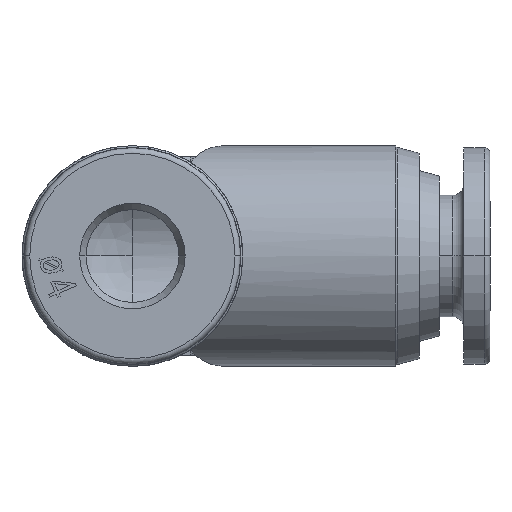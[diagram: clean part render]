
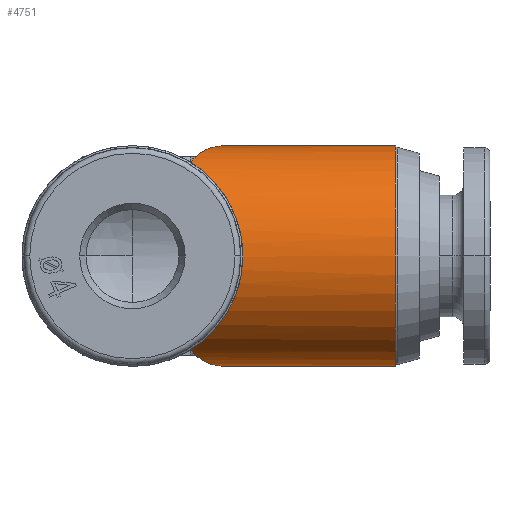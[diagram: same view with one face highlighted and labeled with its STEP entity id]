
A CAD part, front view. The second image highlights one B-rep face of the part: STEP entity #4751.
In plain terms, the highlighted cylindrical face has radius 5 mm (diameter 10 mm), a partial arc.
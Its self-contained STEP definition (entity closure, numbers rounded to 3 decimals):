
#324 = VECTOR ( 'NONE', #8355, 1000. ) ;
#444 = CARTESIAN_POINT ( 'NONE',  ( 2.739, -2.38, 4.397 ) ) ;
#486 = CARTESIAN_POINT ( 'NONE',  ( 2.827, -2.228, 4.479 ) ) ;
#495 = CARTESIAN_POINT ( 'NONE',  ( 3.55, -0.975, -4.904 ) ) ;
#847 = AXIS2_PLACEMENT_3D ( 'NONE', #7586, #2580, #8439 ) ;
#872 = CARTESIAN_POINT ( 'NONE',  ( 2.662, -2.662, 4.232 ) ) ;
#878 = ORIENTED_EDGE ( 'NONE', *, *, #7013, .T. ) ;
#999 = ORIENTED_EDGE ( 'NONE', *, *, #8556, .F. ) ;
#1060 =( BOUNDED_CURVE ( )  B_SPLINE_CURVE ( 3, ( #7233, #1332, #8057, #3061 ),
 .UNSPECIFIED., .F., .T. ) 
 B_SPLINE_CURVE_WITH_KNOTS ( ( 4, 4 ),
 ( 5.791, 5.856 ),
 .UNSPECIFIED. ) 
 CURVE ( )  GEOMETRIC_REPRESENTATION_ITEM ( )  RATIONAL_B_SPLINE_CURVE ( ( 1., 1., 1., 1. ) ) 
 REPRESENTATION_ITEM ( '' )  );
#1086 = VERTEX_POINT ( 'NONE', #7189 ) ;
#1332 = CARTESIAN_POINT ( 'NONE',  ( 2.712, -2.476, -4.345 ) ) ;
#1375 = CARTESIAN_POINT ( 'NONE',  ( 3.365, -1.296, -4.84 ) ) ;
#1723 = EDGE_CURVE ( 'NONE', #5425, #1086, #8832, .T. ) ;
#1727 = CARTESIAN_POINT ( 'NONE',  ( 2.739, -2.38, 4.397 ) ) ;
#1966 = AXIS2_PLACEMENT_3D ( 'NONE', #7992, #8289, #7987 ) ;
#2087 = VERTEX_POINT ( 'NONE', #9981 ) ;
#2102 = ORIENTED_EDGE ( 'NONE', *, *, #10457, .F. ) ;
#2177 = CYLINDRICAL_SURFACE ( 'NONE', #1966, 5. ) ;
#2235 = CARTESIAN_POINT ( 'NONE',  ( 3.183, -1.611, 4.745 ) ) ;
#2245 = CARTESIAN_POINT ( 'NONE',  ( 3.183, -1.611, -4.745 ) ) ;
#2502 = CARTESIAN_POINT ( 'NONE',  ( 0., 0., 5. ) ) ;
#2580 = DIRECTION ( 'NONE',  ( -1., 0., 0. ) ) ;
#2706 = CARTESIAN_POINT ( 'NONE',  ( 3.55, -0.975, 4.904 ) ) ;
#2893 = CARTESIAN_POINT ( 'NONE',  ( 3.55, -0.975, -4.904 ) ) ;
#3061 = CARTESIAN_POINT ( 'NONE',  ( 2.662, -2.662, -4.232 ) ) ;
#3090 = CARTESIAN_POINT ( 'NONE',  ( 3.55, -0.975, 4.904 ) ) ;
#3101 = CARTESIAN_POINT ( 'NONE',  ( 2.827, -2.228, -4.479 ) ) ;
#3511 = EDGE_LOOP ( 'NONE', ( #7707, #6930, #878, #5814, #999, #8108, #7589, #2102, #4053, #8534 ) ) ;
#3707 =( BOUNDED_CURVE ( )  B_SPLINE_CURVE ( 3, ( #1727, #4271, #5981, #872 ),
 .UNSPECIFIED., .F., .T. ) 
 B_SPLINE_CURVE_WITH_KNOTS ( ( 4, 4 ),
 ( 5.791, 5.856 ),
 .UNSPECIFIED. ) 
 CURVE ( )  GEOMETRIC_REPRESENTATION_ITEM ( )  RATIONAL_B_SPLINE_CURVE ( ( 1., 1., 1., 1. ) ) 
 REPRESENTATION_ITEM ( '' )  );
#3810 = CARTESIAN_POINT ( 'NONE',  ( 0., 0., -5. ) ) ;
#4053 = ORIENTED_EDGE ( 'NONE', *, *, #10514, .F. ) ;
#4078 = CARTESIAN_POINT ( 'NONE',  ( 3.735, -0.654, 4.968 ) ) ;
#4271 = CARTESIAN_POINT ( 'NONE',  ( 2.712, -2.476, 4.345 ) ) ;
#4372 = CARTESIAN_POINT ( 'NONE',  ( 2.662, -2.662, -4.232 ) ) ;
#4723 = DIRECTION ( 'NONE',  ( -1., 0., 0. ) ) ;
#4751 = ADVANCED_FACE ( 'NONE', ( #5653 ), #2177, .T. ) ;
#4956 = CARTESIAN_POINT ( 'NONE',  ( 3.55, -0.975, -4.904 ) ) ;
#5001 = CARTESIAN_POINT ( 'NONE',  ( 4.113, 0., 5. ) ) ;
#5085 = CARTESIAN_POINT ( 'NONE',  ( 11.918, 0., 5. ) ) ;
#5237 = B_SPLINE_CURVE_WITH_KNOTS ( 'NONE', 3,
 ( #444, #486, #7260, #2235, #8083, #3090 ),
 .UNSPECIFIED., .F., .F.,
 ( 4, 2, 4 ),
 ( 0.149, 0.443, 1. ),
 .UNSPECIFIED. ) ;
#5280 = CARTESIAN_POINT ( 'NONE',  ( 2.662, -2.662, 4.232 ) ) ;
#5315 = CARTESIAN_POINT ( 'NONE',  ( 6.132, -6.132, 2.05 ) ) ;
#5425 = VERTEX_POINT ( 'NONE', #4372 ) ;
#5653 = FACE_OUTER_BOUND ( 'NONE', #3511, .T. ) ;
#5690 = CARTESIAN_POINT ( 'NONE',  ( 6.132, -6.132, -2.05 ) ) ;
#5785 = VERTEX_POINT ( 'NONE', #2893 ) ;
#5814 = ORIENTED_EDGE ( 'NONE', *, *, #9715, .F. ) ;
#5880 = CARTESIAN_POINT ( 'NONE',  ( 4.113, 0., 5. ) ) ;
#5928 = CARTESIAN_POINT ( 'NONE',  ( 2.662, -2.662, -4.232 ) ) ;
#5981 = CARTESIAN_POINT ( 'NONE',  ( 2.686, -2.57, 4.29 ) ) ;
#6075 = VERTEX_POINT ( 'NONE', #6753 ) ;
#6591 = VERTEX_POINT ( 'NONE', #2706 ) ;
#6753 = CARTESIAN_POINT ( 'NONE',  ( 2.739, -2.38, 4.397 ) ) ;
#6834 = LINE ( 'NONE', #2502, #324 ) ;
#6930 = ORIENTED_EDGE ( 'NONE', *, *, #10810, .T. ) ;
#7013 = EDGE_CURVE ( 'NONE', #7056, #9907, #6834, .T. ) ;
#7056 = VERTEX_POINT ( 'NONE', #5085 ) ;
#7189 = CARTESIAN_POINT ( 'NONE',  ( 2.662, -2.662, 4.232 ) ) ;
#7233 = CARTESIAN_POINT ( 'NONE',  ( 2.739, -2.38, -4.397 ) ) ;
#7260 = CARTESIAN_POINT ( 'NONE',  ( 2.917, -2.073, 4.553 ) ) ;
#7292 = B_SPLINE_CURVE_WITH_KNOTS ( 'NONE', 3,
 ( #495, #1375, #2245, #8095, #3101, #8969 ),
 .UNSPECIFIED., .F., .F.,
 ( 4, 2, 4 ),
 ( 0., 0.557, 0.851 ),
 .UNSPECIFIED. ) ;
#7379 = CARTESIAN_POINT ( 'NONE',  ( 4.113, 0., -5. ) ) ;
#7459 = CARTESIAN_POINT ( 'NONE',  ( 3.55, -0.975, 4.904 ) ) ;
#7586 = CARTESIAN_POINT ( 'NONE',  ( 11.918, 0., 0. ) ) ;
#7589 = ORIENTED_EDGE ( 'NONE', *, *, #1723, .F. ) ;
#7707 = ORIENTED_EDGE ( 'NONE', *, *, #9391, .F. ) ;
#7726 = VECTOR ( 'NONE', #4723, 1000. ) ;
#7987 = DIRECTION ( 'NONE',  ( 0., 0., 1. ) ) ;
#7992 = CARTESIAN_POINT ( 'NONE',  ( 0., 0., 0. ) ) ;
#8057 = CARTESIAN_POINT ( 'NONE',  ( 2.686, -2.57, -4.29 ) ) ;
#8083 = CARTESIAN_POINT ( 'NONE',  ( 3.365, -1.296, 4.84 ) ) ;
#8095 = CARTESIAN_POINT ( 'NONE',  ( 2.917, -2.073, -4.553 ) ) ;
#8108 = ORIENTED_EDGE ( 'NONE', *, *, #9967, .T. ) ;
#8169 = VERTEX_POINT ( 'NONE', #7379 ) ;
#8181 = VERTEX_POINT ( 'NONE', #9075 ) ;
#8239 = CIRCLE ( 'NONE', #847, 5. ) ;
#8244 = CARTESIAN_POINT ( 'NONE',  ( 3.924, -0.327, -5. ) ) ;
#8289 = DIRECTION ( 'NONE',  ( -1., 0., 0. ) ) ;
#8355 = DIRECTION ( 'NONE',  ( -1., 0., 0. ) ) ;
#8439 = DIRECTION ( 'NONE',  ( 0., 0., 1. ) ) ;
#8534 = ORIENTED_EDGE ( 'NONE', *, *, #10708, .F. ) ;
#8556 = EDGE_CURVE ( 'NONE', #6075, #6591, #5237, .T. ) ;
#8636 = B_SPLINE_CURVE_WITH_KNOTS ( 'NONE', 3,
 ( #9106, #8244, #9928, #4956 ),
 .UNSPECIFIED., .F., .F.,
 ( 4, 4 ),
 ( 0.505, 1. ),
 .UNSPECIFIED. ) ;
#8832 =( BOUNDED_CURVE ( )  B_SPLINE_CURVE ( 3, ( #5928, #5690, #5315, #5280 ),
 .UNSPECIFIED., .F., .T. ) 
 B_SPLINE_CURVE_WITH_KNOTS ( ( 4, 4 ),
 ( 2.132, 4.151 ),
 .UNSPECIFIED. ) 
 CURVE ( )  GEOMETRIC_REPRESENTATION_ITEM ( )  RATIONAL_B_SPLINE_CURVE ( ( 1., 0.688, 0.688, 1. ) ) 
 REPRESENTATION_ITEM ( '' )  );
#8969 = CARTESIAN_POINT ( 'NONE',  ( 2.739, -2.38, -4.397 ) ) ;
#9075 = CARTESIAN_POINT ( 'NONE',  ( 2.739, -2.38, -4.397 ) ) ;
#9106 = CARTESIAN_POINT ( 'NONE',  ( 4.113, 0., -5. ) ) ;
#9391 = EDGE_CURVE ( 'NONE', #2087, #8169, #9952, .T. ) ;
#9715 = EDGE_CURVE ( 'NONE', #6591, #9907, #10677, .T. ) ;
#9907 = VERTEX_POINT ( 'NONE', #5880 ) ;
#9928 = CARTESIAN_POINT ( 'NONE',  ( 3.735, -0.654, -4.968 ) ) ;
#9952 = LINE ( 'NONE', #3810, #7726 ) ;
#9967 = EDGE_CURVE ( 'NONE', #6075, #1086, #3707, .T. ) ;
#9975 = CARTESIAN_POINT ( 'NONE',  ( 3.924, -0.327, 5. ) ) ;
#9981 = CARTESIAN_POINT ( 'NONE',  ( 11.918, 0., -5. ) ) ;
#10457 = EDGE_CURVE ( 'NONE', #8181, #5425, #1060, .T. ) ;
#10514 = EDGE_CURVE ( 'NONE', #5785, #8181, #7292, .T. ) ;
#10677 = B_SPLINE_CURVE_WITH_KNOTS ( 'NONE', 3,
 ( #7459, #4078, #9975, #5001 ),
 .UNSPECIFIED., .F., .F.,
 ( 4, 4 ),
 ( 0., 0.333 ),
 .UNSPECIFIED. ) ;
#10708 = EDGE_CURVE ( 'NONE', #8169, #5785, #8636, .T. ) ;
#10810 = EDGE_CURVE ( 'NONE', #2087, #7056, #8239, .T. ) ;
